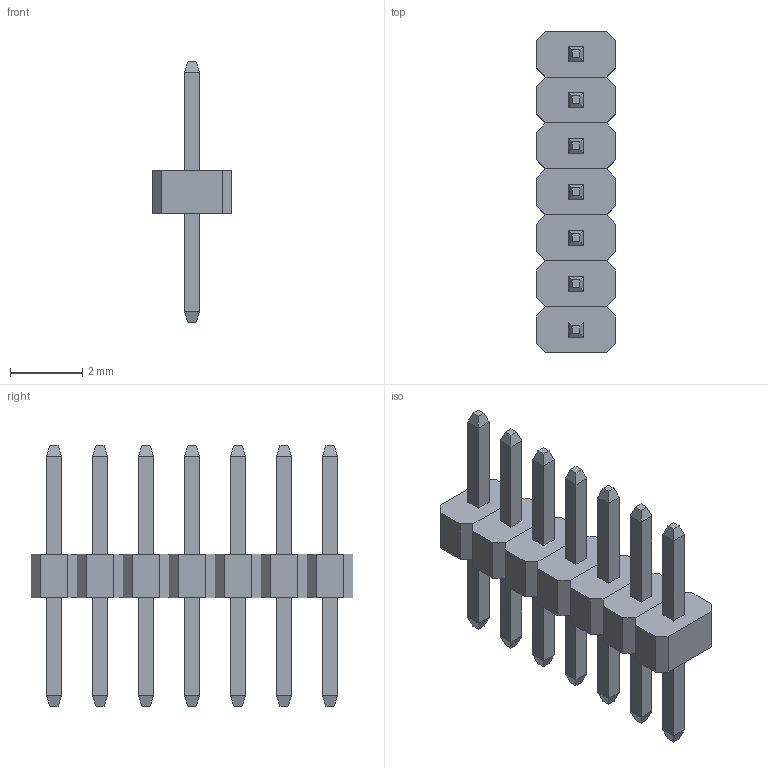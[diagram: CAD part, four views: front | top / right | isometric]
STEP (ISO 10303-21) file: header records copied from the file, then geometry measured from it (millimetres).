
FILE_DESCRIPTION(('FreeCAD Model'),'2;1');
FILE_NAME('1x14.step','2016-10-28T17:38:00',('Author'),(''), 'Open CASCADE STEP processor 6.8','FreeCAD','Unknown');
FILE_SCHEMA(('AUTOMOTIVE_DESIGN_CC2 { 1 2 10303 214 -1 1 5 4 }'));
Length unit declared in the file: millimetre
Products named in the file (2): ASSEMBLY; 1x14
Assembly tree (1 placements, depth 2):
  ASSEMBLY
    1x14
Bounding box: 2.2 x 8.89 x 7.2 mm (x, y, z)
Volume: 29.5 mm3; surface area: 186.3 mm2
Topology: 14 solids, 14 shells, 196 faces, 448 edges, 280 vertices
Faces by surface type: plane 196
Entity records: 12441 total; most frequent: CARTESIAN_POINT 1934, DIRECTION 1628, LINE 1232, VECTOR 1232, ORIENTED_EDGE 896, PCURVE 896, DEFINITIONAL_REPRESENTATION 896, EDGE_CURVE 448
